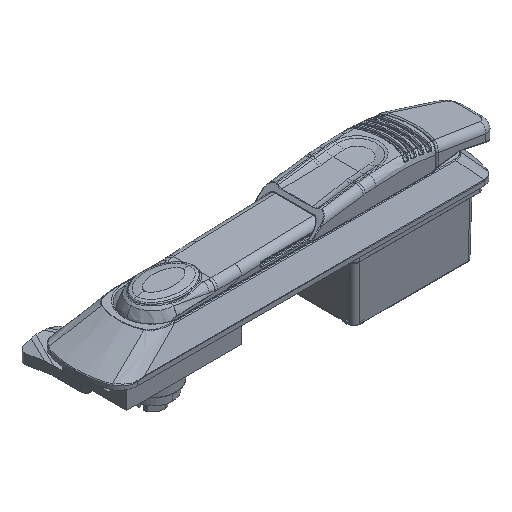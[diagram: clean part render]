
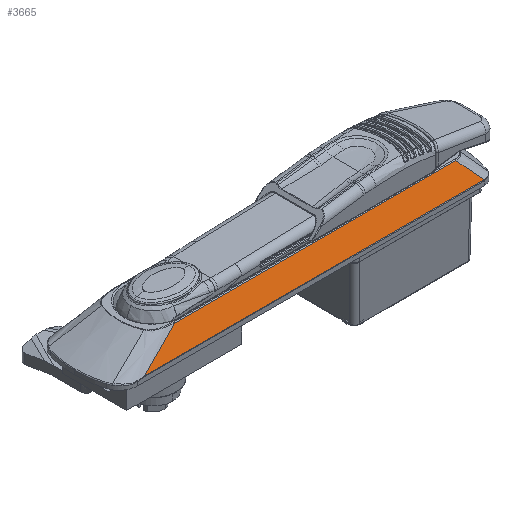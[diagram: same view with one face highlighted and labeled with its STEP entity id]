
A CAD part, isometric view. The second image highlights one B-rep face of the part: STEP entity #3665.
In plain terms, the highlighted planar face has unit normal (0, -0.874, 0.486).
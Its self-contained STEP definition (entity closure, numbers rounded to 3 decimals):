
#1203 = CARTESIAN_POINT ( 'NONE',  ( -71.219, -17.937, 0.113 ) ) ;
#2251 = CARTESIAN_POINT ( 'NONE',  ( 80., -13.134, 8.743 ) ) ;
#3665 = ADVANCED_FACE ( 'NONE', ( #36364 ), #47109, .T. ) ;
#5288 = CARTESIAN_POINT ( 'NONE',  ( 80., -17.937, 0.113 ) ) ;
#8556 = CARTESIAN_POINT ( 'NONE',  ( 76.724, -17.937, 0.114 ) ) ;
#9326 = EDGE_CURVE ( 'NONE', #22909, #64533, #60760, .T. ) ;
#12158 = CARTESIAN_POINT ( 'NONE',  ( -71.219, -17.937, 0.113 ) ) ;
#13221 = VECTOR ( 'NONE', #41725, 1000. ) ;
#13351 = CARTESIAN_POINT ( 'NONE',  ( 76.724, -17.937, 0.114 ) ) ;
#13577 = ORIENTED_EDGE ( 'NONE', *, *, #57888, .F. ) ;
#15666 = ORIENTED_EDGE ( 'NONE', *, *, #57783, .F. ) ;
#17835 = CARTESIAN_POINT ( 'NONE',  ( -65.202, -16.328, 3.004 ) ) ;
#19146 = CARTESIAN_POINT ( 'NONE',  ( 76.675, -17.937, 0.113 ) ) ;
#19283 = ORIENTED_EDGE ( 'NONE', *, *, #22516, .T. ) ;
#22020 = ORIENTED_EDGE ( 'NONE', *, *, #57317, .T. ) ;
#22516 = EDGE_CURVE ( 'NONE', #57275, #57254, #22951, .T. ) ;
#22836 = VERTEX_POINT ( 'NONE', #1203 ) ;
#22909 = VERTEX_POINT ( 'NONE', #8556 ) ;
#22951 = LINE ( 'NONE', #2251, #13221 ) ;
#23512 = CARTESIAN_POINT ( 'NONE',  ( -56.167, -13.923, 7.324 ) ) ;
#24654 = DIRECTION ( 'NONE',  ( 0., -0.874, 0.486 ) ) ;
#24714 = CARTESIAN_POINT ( 'NONE',  ( 69.267, -13.134, 8.743 ) ) ;
#27883 = B_SPLINE_CURVE_WITH_KNOTS ( 'NONE', 3,
 ( #12158, #45950, #17835, #57343, #23512, #63066 ),
 .UNSPECIFIED., .F., .F.,
 ( 4, 2, 4 ),
 ( 0., 0.5, 1. ),
 .UNSPECIFIED. ) ;
#28916 = EDGE_LOOP ( 'NONE', ( #15666, #58043, #22020, #19283, #13577 ) ) ;
#30645 = VECTOR ( 'NONE', #47279, 1000. ) ;
#36364 = FACE_OUTER_BOUND ( 'NONE', #28916, .T. ) ;
#41725 = DIRECTION ( 'NONE',  ( -1., 0., 0. ) ) ;
#45950 = CARTESIAN_POINT ( 'NONE',  ( -68.211, -17.132, 1.559 ) ) ;
#46083 = VECTOR ( 'NONE', #56373, 1000. ) ;
#46904 = AXIS2_PLACEMENT_3D ( 'NONE', #63972, #24654, #64215 ) ;
#46929 = CARTESIAN_POINT ( 'NONE',  ( 69.267, -13.134, 8.743 ) ) ;
#47109 = PLANE ( 'NONE',  #46904 ) ;
#47161 = CARTESIAN_POINT ( 'NONE',  ( 73.966, -16.146, 3.331 ) ) ;
#47279 = DIRECTION ( 'NONE',  ( -1., -0.005, -0.01 ) ) ;
#56373 = DIRECTION ( 'NONE',  ( -1., 0., 0. ) ) ;
#57254 = VERTEX_POINT ( 'NONE', #58077 ) ;
#57275 = VERTEX_POINT ( 'NONE', #46929 ) ;
#57317 = EDGE_CURVE ( 'NONE', #22909, #57275, #72854, .T. ) ;
#57343 = CARTESIAN_POINT ( 'NONE',  ( -59.18, -14.724, 5.885 ) ) ;
#57783 = EDGE_CURVE ( 'NONE', #64533, #22836, #61192, .T. ) ;
#57888 = EDGE_CURVE ( 'NONE', #22836, #57254, #27883, .T. ) ;
#58043 = ORIENTED_EDGE ( 'NONE', *, *, #9326, .F. ) ;
#58077 = CARTESIAN_POINT ( 'NONE',  ( -53.143, -13.134, 8.743 ) ) ;
#58573 = CARTESIAN_POINT ( 'NONE',  ( 71.481, -14.545, 6.207 ) ) ;
#60760 = LINE ( 'NONE', #19146, #30645 ) ;
#61050 = CARTESIAN_POINT ( 'NONE',  ( 76.675, -17.937, 0.113 ) ) ;
#61192 = LINE ( 'NONE', #5288, #46083 ) ;
#63066 = CARTESIAN_POINT ( 'NONE',  ( -53.143, -13.134, 8.743 ) ) ;
#63972 = CARTESIAN_POINT ( 'NONE',  ( 80., -18., 0. ) ) ;
#64215 = DIRECTION ( 'NONE',  ( -1., 0., 0. ) ) ;
#64533 = VERTEX_POINT ( 'NONE', #61050 ) ;
#72854 = B_SPLINE_CURVE_WITH_KNOTS ( 'NONE', 3,
 ( #13351, #47161, #58573, #24714 ),
 .UNSPECIFIED., .F., .F.,
 ( 4, 4 ),
 ( 0., 1. ),
 .UNSPECIFIED. ) ;
